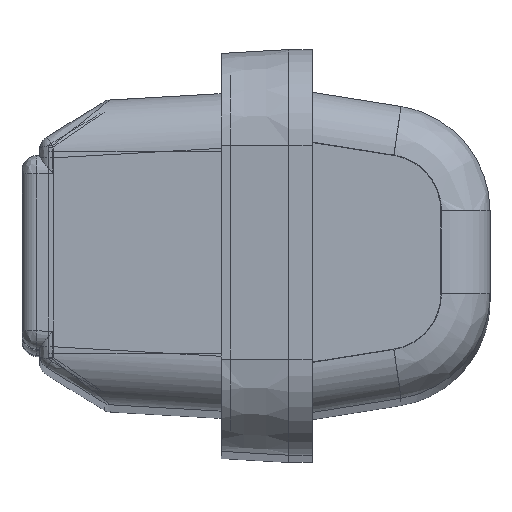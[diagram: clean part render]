
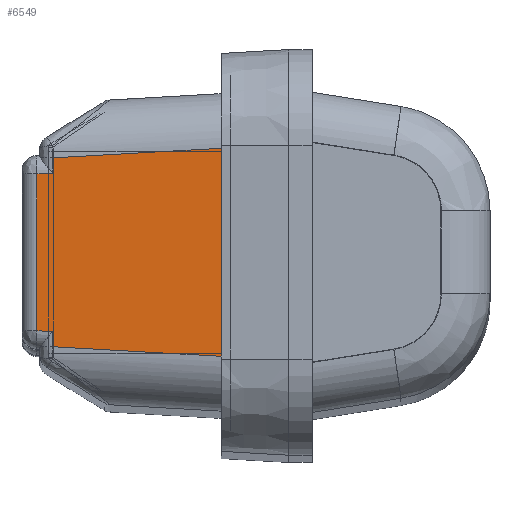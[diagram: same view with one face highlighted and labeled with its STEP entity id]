
A CAD part, top view. The second image highlights one B-rep face of the part: STEP entity #6549.
In plain terms, the highlighted face is planar.
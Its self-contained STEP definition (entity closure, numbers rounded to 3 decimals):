
#34 = EDGE_LOOP ( 'NONE', ( #6459, #10227, #931, #2433, #2107, #4413, #7596, #6694 ) ) ;
#181 = CARTESIAN_POINT ( 'NONE',  ( 1.533, -321.677, -2.26 ) ) ;
#330 = FACE_OUTER_BOUND ( 'NONE', #34, .T. ) ;
#641 = VERTEX_POINT ( 'NONE', #2314 ) ;
#646 = EDGE_CURVE ( 'NONE', #2819, #8121, #10697, .T. ) ;
#825 = LINE ( 'NONE', #6580, #10242 ) ;
#881 = LINE ( 'NONE', #5003, #1959 ) ;
#931 = ORIENTED_EDGE ( 'NONE', *, *, #646, .T. ) ;
#1010 = DIRECTION ( 'NONE',  ( 0., -1., 0.017 ) ) ;
#1086 = VERTEX_POINT ( 'NONE', #1794 ) ;
#1141 = LINE ( 'NONE', #9584, #4861 ) ;
#1448 = CARTESIAN_POINT ( 'NONE',  ( 13.476, -322.202, -32.343 ) ) ;
#1529 = CARTESIAN_POINT ( 'NONE',  ( -11.9, -321.677, -2.26 ) ) ;
#1535 = EDGE_CURVE ( 'NONE', #7232, #3797, #6282, .T. ) ;
#1647 = VERTEX_POINT ( 'NONE', #10157 ) ;
#1762 = VECTOR ( 'NONE', #9737, 1000. ) ;
#1794 = CARTESIAN_POINT ( 'NONE',  ( 11.9, -321.677, -2.26 ) ) ;
#1887 = AXIS2_PLACEMENT_3D ( 'NONE', #6719, #1010, #9338 ) ;
#1959 = VECTOR ( 'NONE', #2691, 1000. ) ;
#2075 = DIRECTION ( 'NONE',  ( -0.057, 0.017, 0.998 ) ) ;
#2107 = ORIENTED_EDGE ( 'NONE', *, *, #2773, .F. ) ;
#2171 = EDGE_CURVE ( 'NONE', #2819, #2250, #3613, .T. ) ;
#2250 = VERTEX_POINT ( 'NONE', #1529 ) ;
#2314 = CARTESIAN_POINT ( 'NONE',  ( -15.78, -322.165, -30.2 ) ) ;
#2433 = ORIENTED_EDGE ( 'NONE', *, *, #10117, .F. ) ;
#2691 = DIRECTION ( 'NONE',  ( 0.057, 0.017, 0.998 ) ) ;
#2773 = EDGE_CURVE ( 'NONE', #7232, #641, #1141, .T. ) ;
#2819 = VERTEX_POINT ( 'NONE', #5270 ) ;
#3433 = EDGE_CURVE ( 'NONE', #1647, #1086, #8858, .T. ) ;
#3613 = LINE ( 'NONE', #6778, #7152 ) ;
#3694 = VECTOR ( 'NONE', #2075, 1000. ) ;
#3797 = VERTEX_POINT ( 'NONE', #8005 ) ;
#3865 = CARTESIAN_POINT ( 'NONE',  ( -4.866, -321.677, -2.26 ) ) ;
#3968 = CARTESIAN_POINT ( 'NONE',  ( 7.033, -321.677, -2.26 ) ) ;
#3980 = CARTESIAN_POINT ( 'NONE',  ( 13.086, -321.342, 16.954 ) ) ;
#4020 = CARTESIAN_POINT ( 'NONE',  ( -10.366, -321.677, -2.26 ) ) ;
#4389 = DIRECTION ( 'NONE',  ( -1., 0., 0. ) ) ;
#4413 = ORIENTED_EDGE ( 'NONE', *, *, #1535, .T. ) ;
#4784 = CARTESIAN_POINT ( 'NONE',  ( 9.466, -321.677, -2.26 ) ) ;
#4861 = VECTOR ( 'NONE', #4389, 1000. ) ;
#5003 = CARTESIAN_POINT ( 'NONE',  ( -13.086, -321.342, 16.954 ) ) ;
#5270 = CARTESIAN_POINT ( 'NONE',  ( -12.026, -321.719, -4.665 ) ) ;
#5969 = CARTESIAN_POINT ( 'NONE',  ( -14.321, -321.719, -4.665 ) ) ;
#6242 = EDGE_CURVE ( 'NONE', #2250, #1086, #6409, .T. ) ;
#6282 = LINE ( 'NONE', #3980, #3694 ) ;
#6409 = B_SPLINE_CURVE_WITH_KNOTS ( 'NONE', 3,
 ( #7273, #4020, #9864, #3865, #8931, #181, #6729, #3968, #4784, #8091 ),
 .UNSPECIFIED., .F., .F.,
 ( 4, 2, 2, 2, 4 ),
 ( 0., 0.193, 0.5, 0.693, 1. ),
 .UNSPECIFIED. ) ;
#6459 = ORIENTED_EDGE ( 'NONE', *, *, #6242, .F. ) ;
#6549 = ADVANCED_FACE ( 'NONE', ( #330 ), #8390, .T. ) ;
#6580 = CARTESIAN_POINT ( 'NONE',  ( 16.2, -321.719, -4.665 ) ) ;
#6694 = ORIENTED_EDGE ( 'NONE', *, *, #3433, .T. ) ;
#6719 = CARTESIAN_POINT ( 'NONE',  ( 16.2, -322.2, -32.2 ) ) ;
#6729 = CARTESIAN_POINT ( 'NONE',  ( 3.067, -321.677, -2.26 ) ) ;
#6778 = CARTESIAN_POINT ( 'NONE',  ( -13.476, -322.202, -32.343 ) ) ;
#7048 = EDGE_CURVE ( 'NONE', #1647, #3797, #825, .T. ) ;
#7152 = VECTOR ( 'NONE', #8450, 1000. ) ;
#7232 = VERTEX_POINT ( 'NONE', #7426 ) ;
#7273 = CARTESIAN_POINT ( 'NONE',  ( -11.9, -321.677, -2.26 ) ) ;
#7426 = CARTESIAN_POINT ( 'NONE',  ( 15.78, -322.165, -30.2 ) ) ;
#7596 = ORIENTED_EDGE ( 'NONE', *, *, #7048, .F. ) ;
#8005 = CARTESIAN_POINT ( 'NONE',  ( 14.321, -321.719, -4.665 ) ) ;
#8091 = CARTESIAN_POINT ( 'NONE',  ( 11.9, -321.677, -2.26 ) ) ;
#8121 = VERTEX_POINT ( 'NONE', #5969 ) ;
#8390 = PLANE ( 'NONE',  #1887 ) ;
#8450 = DIRECTION ( 'NONE',  ( 0.052, 0.017, 0.998 ) ) ;
#8858 = LINE ( 'NONE', #1448, #1762 ) ;
#8931 = CARTESIAN_POINT ( 'NONE',  ( -2.433, -321.677, -2.26 ) ) ;
#9090 = DIRECTION ( 'NONE',  ( -1., 0., 0. ) ) ;
#9338 = DIRECTION ( 'NONE',  ( 0., -0.017, -1. ) ) ;
#9450 = VECTOR ( 'NONE', #9090, 1000. ) ;
#9584 = CARTESIAN_POINT ( 'NONE',  ( 16.2, -322.165, -30.2 ) ) ;
#9737 = DIRECTION ( 'NONE',  ( -0.052, 0.017, 0.998 ) ) ;
#9813 = CARTESIAN_POINT ( 'NONE',  ( -16.2, -321.719, -4.665 ) ) ;
#9864 = CARTESIAN_POINT ( 'NONE',  ( -8.833, -321.677, -2.26 ) ) ;
#9865 = DIRECTION ( 'NONE',  ( 1., 0., 0. ) ) ;
#10117 = EDGE_CURVE ( 'NONE', #641, #8121, #881, .T. ) ;
#10157 = CARTESIAN_POINT ( 'NONE',  ( 12.026, -321.719, -4.665 ) ) ;
#10227 = ORIENTED_EDGE ( 'NONE', *, *, #2171, .F. ) ;
#10242 = VECTOR ( 'NONE', #9865, 1000. ) ;
#10697 = LINE ( 'NONE', #9813, #9450 ) ;
